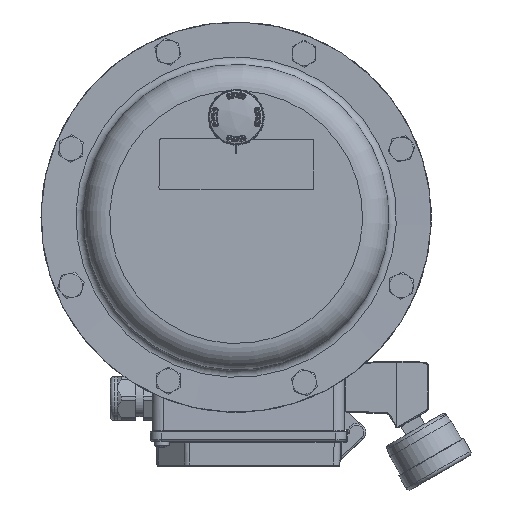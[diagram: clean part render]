
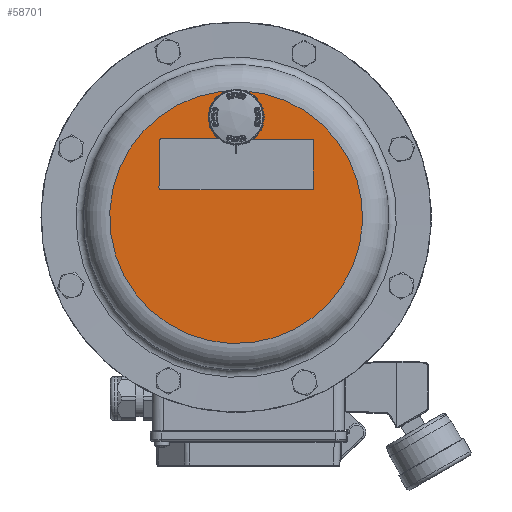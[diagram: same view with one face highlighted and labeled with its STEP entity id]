
A CAD part, top view. The second image highlights one B-rep face of the part: STEP entity #58701.
In plain terms, the highlighted planar face has unit normal (0, 0, 1).
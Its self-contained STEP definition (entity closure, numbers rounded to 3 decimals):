
#2445=FACE_BOUND('',#15859,.T.);
#2446=FACE_BOUND('',#15860,.T.);
#4753=LINE('',#116584,#8008);
#4757=LINE('',#116593,#8012);
#4760=LINE('',#116601,#8015);
#4763=LINE('',#116609,#8018);
#8008=VECTOR('',#75251,1000.);
#8012=VECTOR('',#75261,1000.);
#8015=VECTOR('',#75270,1000.);
#8018=VECTOR('',#75279,1000.);
#9869=PLANE('',#63614);
#12389=FACE_OUTER_BOUND('',#15858,.T.);
#15858=EDGE_LOOP('',(#47147));
#15859=EDGE_LOOP('',(#47148,#47149,#47150,#47151,#47152,#47153,#47154,#47155));
#15860=EDGE_LOOP('',(#47156,#47157));
#18526=CIRCLE('',#62898,10.35);
#18596=CIRCLE('',#62995,69.65);
#18849=CIRCLE('',#63556,1.);
#18850=CIRCLE('',#63559,1.);
#18851=CIRCLE('',#63562,1.);
#18852=CIRCLE('',#63565,1.);
#18853=CIRCLE('',#63615,10.35);
#24899=VERTEX_POINT('',#113238);
#24900=VERTEX_POINT('',#113239);
#24986=VERTEX_POINT('',#113823);
#25468=VERTEX_POINT('',#116582);
#25469=VERTEX_POINT('',#116583);
#25470=VERTEX_POINT('',#116588);
#25471=VERTEX_POINT('',#116592);
#25472=VERTEX_POINT('',#116596);
#25473=VERTEX_POINT('',#116600);
#25474=VERTEX_POINT('',#116604);
#25475=VERTEX_POINT('',#116608);
#31976=EDGE_CURVE('',#24899,#24900,#18526,.T.);
#32093=EDGE_CURVE('',#24986,#24986,#18596,.T.);
#32867=EDGE_CURVE('',#25468,#25469,#4753,.T.);
#32870=EDGE_CURVE('',#25469,#25470,#18849,.T.);
#32872=EDGE_CURVE('',#25470,#25471,#4757,.T.);
#32874=EDGE_CURVE('',#25471,#25472,#18850,.T.);
#32876=EDGE_CURVE('',#25472,#25473,#4760,.T.);
#32878=EDGE_CURVE('',#25473,#25474,#18851,.T.);
#32880=EDGE_CURVE('',#25474,#25475,#4763,.T.);
#32882=EDGE_CURVE('',#25475,#25468,#18852,.T.);
#32955=EDGE_CURVE('',#24900,#24899,#18853,.T.);
#47147=ORIENTED_EDGE('',*,*,#32093,.F.);
#47148=ORIENTED_EDGE('',*,*,#32882,.F.);
#47149=ORIENTED_EDGE('',*,*,#32880,.F.);
#47150=ORIENTED_EDGE('',*,*,#32878,.F.);
#47151=ORIENTED_EDGE('',*,*,#32876,.F.);
#47152=ORIENTED_EDGE('',*,*,#32874,.F.);
#47153=ORIENTED_EDGE('',*,*,#32872,.F.);
#47154=ORIENTED_EDGE('',*,*,#32870,.F.);
#47155=ORIENTED_EDGE('',*,*,#32867,.F.);
#47156=ORIENTED_EDGE('',*,*,#32955,.T.);
#47157=ORIENTED_EDGE('',*,*,#31976,.T.);
#58701=ADVANCED_FACE('',(#12389,#2445,#2446),#9869,.F.);
#62898=AXIS2_PLACEMENT_3D('',#113240,#73694,#73695);
#62995=AXIS2_PLACEMENT_3D('',#113825,#73914,#73915);
#63556=AXIS2_PLACEMENT_3D('',#116589,#75256,#75257);
#63559=AXIS2_PLACEMENT_3D('',#116597,#75265,#75266);
#63562=AXIS2_PLACEMENT_3D('',#116605,#75274,#75275);
#63565=AXIS2_PLACEMENT_3D('',#116612,#75283,#75284);
#63614=AXIS2_PLACEMENT_3D('',#116757,#75453,#75454);
#63615=AXIS2_PLACEMENT_3D('',#116758,#75455,#75456);
#73694=DIRECTION('center_axis',(0.,0.,
-1.));
#73695=DIRECTION('ref_axis',(-0.924,0.383,0.));
#73914=DIRECTION('center_axis',(0.,0.,
-1.));
#73915=DIRECTION('ref_axis',(-0.924,0.383,0.));
#75251=DIRECTION('',(0.001,1.,0.));
#75256=DIRECTION('center_axis',(0.,0.,
1.));
#75257=DIRECTION('ref_axis',(-0.001,-1.,0.));
#75261=DIRECTION('',(-1.,0.001,0.));
#75265=DIRECTION('center_axis',(0.,0.,
1.));
#75266=DIRECTION('ref_axis',(-0.001,-1.,0.));
#75270=DIRECTION('',(-0.001,-1.,0.));
#75274=DIRECTION('center_axis',(0.,0.,
1.));
#75275=DIRECTION('ref_axis',(-0.001,-1.,0.));
#75279=DIRECTION('',(1.,-0.001,0.));
#75283=DIRECTION('center_axis',(0.,0.,
1.));
#75284=DIRECTION('ref_axis',(-0.001,-1.,0.));
#75453=DIRECTION('center_axis',(0.,0.,
-1.));
#75454=DIRECTION('ref_axis',(-0.924,0.383,0.));
#75455=DIRECTION('center_axis',(0.,0.,
-1.));
#75456=DIRECTION('ref_axis',(-0.924,0.383,0.));
#113238=CARTESIAN_POINT('',(0.046,65.35,300.));
#113239=CARTESIAN_POINT('',(0.032,44.65,300.));
#113240=CARTESIAN_POINT('Origin',(0.039,55.,300.));
#113823=CARTESIAN_POINT('',(64.329,-26.7,300.));
#113825=CARTESIAN_POINT('Origin',(0.,0.,
300.));
#116582=CARTESIAN_POINT('',(42.511,15.97,300.));
#116583=CARTESIAN_POINT('',(42.53,41.97,300.));
#116584=CARTESIAN_POINT('',(42.511,15.97,300.));
#116588=CARTESIAN_POINT('',(41.531,42.97,300.));
#116589=CARTESIAN_POINT('Origin',(41.53,41.97,300.));
#116592=CARTESIAN_POINT('',(-41.469,43.029,300.));
#116593=CARTESIAN_POINT('',(41.531,42.97,300.));
#116596=CARTESIAN_POINT('',(-42.47,42.03,300.));
#116597=CARTESIAN_POINT('Origin',(-41.47,42.029,300.));
#116600=CARTESIAN_POINT('',(-42.489,16.03,300.));
#116601=CARTESIAN_POINT('',(-42.489,16.03,300.));
#116604=CARTESIAN_POINT('',(-41.489,15.029,300.));
#116605=CARTESIAN_POINT('Origin',(-41.489,16.029,300.));
#116608=CARTESIAN_POINT('',(41.511,14.971,300.));
#116609=CARTESIAN_POINT('',(41.511,14.971,300.));
#116612=CARTESIAN_POINT('Origin',(41.511,15.971,300.));
#116757=CARTESIAN_POINT('Origin',(0.,0.,
300.));
#116758=CARTESIAN_POINT('Origin',(0.039,55.,300.));
